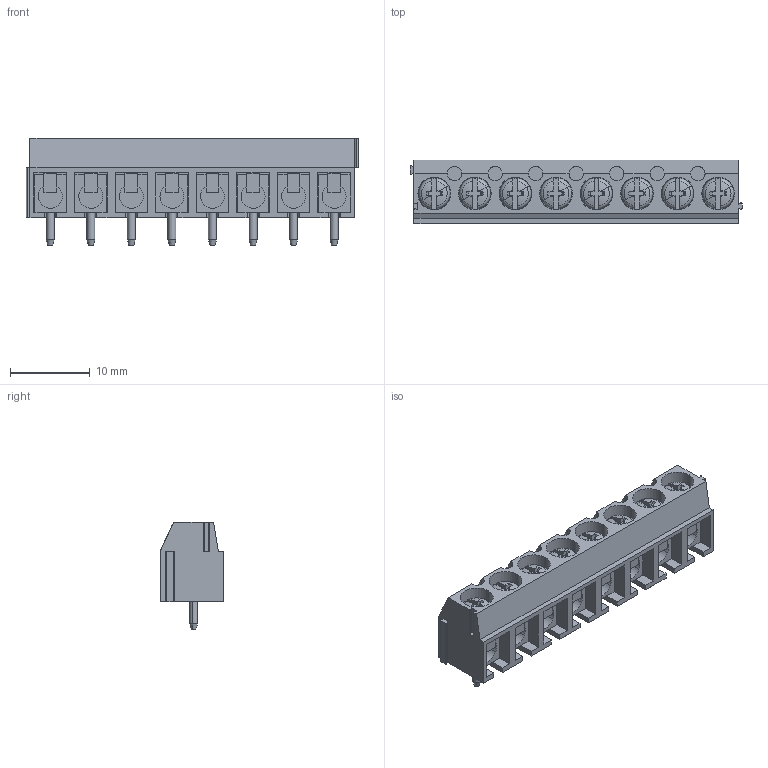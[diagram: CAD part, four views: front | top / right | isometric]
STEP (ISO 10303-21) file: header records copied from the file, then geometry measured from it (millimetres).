
FILE_DESCRIPTION(('CATIA V5 STEP Exchange','CAx-IF Rec.Pracs.--- Model Styling and Organization---1.4--- 2014-01-23'),'2;1');
FILE_NAME ('D1449989_1_1234600000_1234600000.stp','2021-04-07T13:46:09+00:00',('none'),('Weidmueller'),'CATIA Version 5-6 Release 2016 SP3 HF44','CATIA V5 STEP AP214','none');
FILE_SCHEMA(('AUTOMOTIVE_DESIGN { 1 0 10303 214 1 1 1 1 }'));
Length unit declared in the file: millimetre
Products named in the file (1): 1234600000
Bounding box: 41.59 x 8 x 13.5 mm (x, y, z)
Volume: 2155.4 mm3; surface area: 4255.2 mm2
Topology: 17 solids, 17 shells, 523 faces, 1383 edges, 910 vertices
Faces by surface type: plane 321, cylinder 90, cone 48, torus 32, revolution 32
Entity records: 15423 total; most frequent: CARTESIAN_POINT 3848, ORIENTED_EDGE 2766, DIRECTION 1676, EDGE_CURVE 1383, VERTEX_POINT 910, VECTOR 793, LINE 793, AXIS2_PLACEMENT_3D 623
